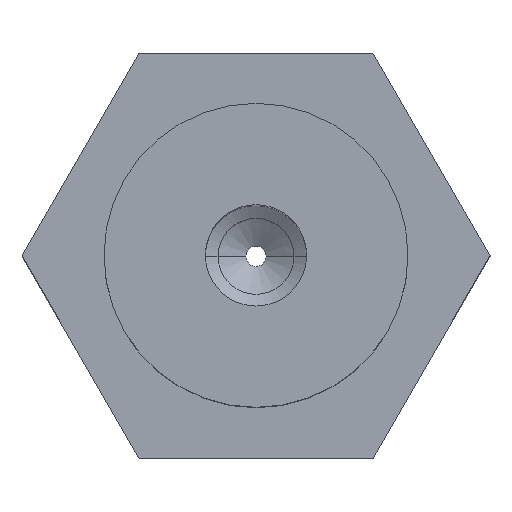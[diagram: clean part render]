
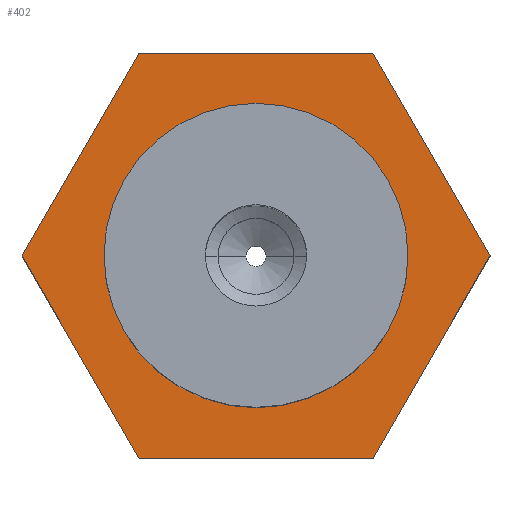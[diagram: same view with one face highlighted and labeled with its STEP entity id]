
A CAD part, top view. The second image highlights one B-rep face of the part: STEP entity #402.
In plain terms, the highlighted planar face has unit normal (0, 0, 1).
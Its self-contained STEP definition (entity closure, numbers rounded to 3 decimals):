
#8 = LINE ( 'NONE', #134, #113 ) ;
#9 = EDGE_CURVE ( 'NONE', #809, #585, #21, .T. ) ;
#12 = CARTESIAN_POINT ( 'NONE',  ( -4.619, 0., 8. ) ) ;
#21 = LINE ( 'NONE', #80, #184 ) ;
#22 = CARTESIAN_POINT ( 'NONE',  ( -4.619, 0., 8. ) ) ;
#36 = ORIENTED_EDGE ( 'NONE', *, *, #9, .T. ) ;
#37 = VERTEX_POINT ( 'NONE', #144 ) ;
#48 = EDGE_CURVE ( 'NONE', #585, #37, #8, .T. ) ;
#51 = VERTEX_POINT ( 'NONE', #210 ) ;
#72 = VECTOR ( 'NONE', #270, 1000. ) ;
#76 = DIRECTION ( 'NONE',  ( -0.5, 0.866, 0. ) ) ;
#80 = CARTESIAN_POINT ( 'NONE',  ( 4.619, 0., 8. ) ) ;
#86 = VECTOR ( 'NONE', #383, 1000. ) ;
#102 = DIRECTION ( 'NONE',  ( 1., 0., 0. ) ) ;
#113 = VECTOR ( 'NONE', #190, 1000. ) ;
#120 = ORIENTED_EDGE ( 'NONE', *, *, #598, .T. ) ;
#134 = CARTESIAN_POINT ( 'NONE',  ( 2.309, 4., 8. ) ) ;
#143 = VERTEX_POINT ( 'NONE', #261 ) ;
#144 = CARTESIAN_POINT ( 'NONE',  ( -2.309, 4., 8. ) ) ;
#176 = EDGE_CURVE ( 'NONE', #51, #143, #731, .T. ) ;
#184 = VECTOR ( 'NONE', #76, 1000. ) ;
#188 = DIRECTION ( 'NONE',  ( 0., 0., 1. ) ) ;
#190 = DIRECTION ( 'NONE',  ( -1., 0., 0. ) ) ;
#210 = CARTESIAN_POINT ( 'NONE',  ( -3., 0., 8. ) ) ;
#212 = CARTESIAN_POINT ( 'NONE',  ( -2.309, 4., 8. ) ) ;
#221 = CARTESIAN_POINT ( 'NONE',  ( 0., 0., 8. ) ) ;
#245 = ORIENTED_EDGE ( 'NONE', *, *, #176, .F. ) ;
#255 = LINE ( 'NONE', #212, #565 ) ;
#261 = CARTESIAN_POINT ( 'NONE',  ( 3., 0., 8. ) ) ;
#270 = DIRECTION ( 'NONE',  ( 0.5, -0.866, 0. ) ) ;
#277 = LINE ( 'NONE', #12, #72 ) ;
#309 = CARTESIAN_POINT ( 'NONE',  ( -2.309, -4., 8. ) ) ;
#318 = PLANE ( 'NONE',  #688 ) ;
#320 = EDGE_CURVE ( 'NONE', #510, #559, #277, .T. ) ;
#328 = AXIS2_PLACEMENT_3D ( 'NONE', #570, #188, #635 ) ;
#332 = CIRCLE ( 'NONE', #328, 3. ) ;
#348 = EDGE_LOOP ( 'NONE', ( #416, #36, #699, #120, #432, #733 ) ) ;
#366 = CARTESIAN_POINT ( 'NONE',  ( 2.309, 4., 8. ) ) ;
#372 = FACE_OUTER_BOUND ( 'NONE', #348, .T. ) ;
#383 = DIRECTION ( 'NONE',  ( 0.5, 0.866, 0. ) ) ;
#402 = ADVANCED_FACE ( 'NONE', ( #574, #372 ), #318, .T. ) ;
#416 = ORIENTED_EDGE ( 'NONE', *, *, #430, .T. ) ;
#424 = CARTESIAN_POINT ( 'NONE',  ( -2.309, -4., 8. ) ) ;
#430 = EDGE_CURVE ( 'NONE', #504, #809, #478, .T. ) ;
#432 = ORIENTED_EDGE ( 'NONE', *, *, #320, .T. ) ;
#465 = EDGE_CURVE ( 'NONE', #559, #504, #557, .T. ) ;
#478 = LINE ( 'NONE', #802, #86 ) ;
#504 = VERTEX_POINT ( 'NONE', #530 ) ;
#510 = VERTEX_POINT ( 'NONE', #22 ) ;
#530 = CARTESIAN_POINT ( 'NONE',  ( 2.309, -4., 8. ) ) ;
#556 = DIRECTION ( 'NONE',  ( 0., 0., 1. ) ) ;
#557 = LINE ( 'NONE', #309, #705 ) ;
#559 = VERTEX_POINT ( 'NONE', #424 ) ;
#565 = VECTOR ( 'NONE', #718, 1000. ) ;
#570 = CARTESIAN_POINT ( 'NONE',  ( 0., 0., 8. ) ) ;
#574 = FACE_BOUND ( 'NONE', #738, .T. ) ;
#585 = VERTEX_POINT ( 'NONE', #366 ) ;
#598 = EDGE_CURVE ( 'NONE', #37, #510, #255, .T. ) ;
#615 = ORIENTED_EDGE ( 'NONE', *, *, #722, .F. ) ;
#618 = AXIS2_PLACEMENT_3D ( 'NONE', #221, #700, #696 ) ;
#625 = CARTESIAN_POINT ( 'NONE',  ( 0., 0., 8. ) ) ;
#635 = DIRECTION ( 'NONE',  ( 1., 0., 0. ) ) ;
#688 = AXIS2_PLACEMENT_3D ( 'NONE', #625, #556, #102 ) ;
#696 = DIRECTION ( 'NONE',  ( 1., 0., 0. ) ) ;
#699 = ORIENTED_EDGE ( 'NONE', *, *, #48, .T. ) ;
#700 = DIRECTION ( 'NONE',  ( 0., 0., 1. ) ) ;
#705 = VECTOR ( 'NONE', #800, 1000. ) ;
#718 = DIRECTION ( 'NONE',  ( -0.5, -0.866, 0. ) ) ;
#722 = EDGE_CURVE ( 'NONE', #143, #51, #332, .T. ) ;
#731 = CIRCLE ( 'NONE', #618, 3. ) ;
#733 = ORIENTED_EDGE ( 'NONE', *, *, #465, .T. ) ;
#738 = EDGE_LOOP ( 'NONE', ( #615, #245 ) ) ;
#766 = CARTESIAN_POINT ( 'NONE',  ( 4.619, 0., 8. ) ) ;
#800 = DIRECTION ( 'NONE',  ( 1., 0., 0. ) ) ;
#802 = CARTESIAN_POINT ( 'NONE',  ( 2.309, -4., 8. ) ) ;
#809 = VERTEX_POINT ( 'NONE', #766 ) ;
